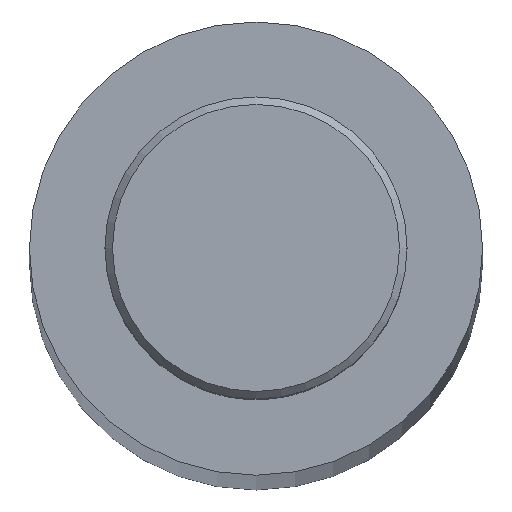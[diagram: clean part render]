
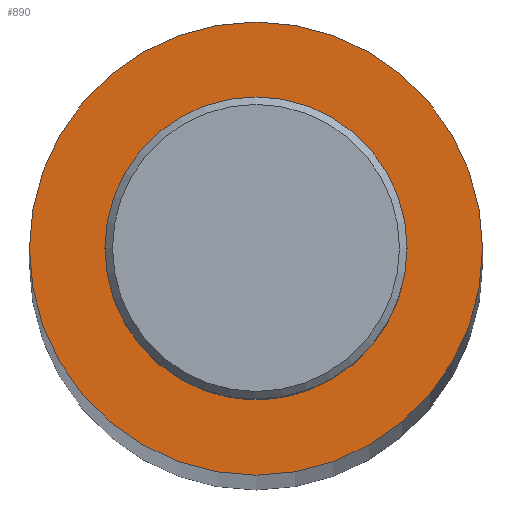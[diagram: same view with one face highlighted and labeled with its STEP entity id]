
A CAD part, top view. The second image highlights one B-rep face of the part: STEP entity #890.
In plain terms, the highlighted planar face has unit normal (0, 0, 1).
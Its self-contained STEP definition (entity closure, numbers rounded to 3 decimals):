
#592=CARTESIAN_POINT('',(10.,0.,280.932));
#593=VERTEX_POINT('',#592);
#594=CARTESIAN_POINT('',(-10.,0.,280.932));
#595=VERTEX_POINT('',#594);
#596=CARTESIAN_POINT('',(0.,0.,280.932));
#597=DIRECTION('',(1.,0.,0.));
#598=DIRECTION('',(0.,0.,1.));
#599=AXIS2_PLACEMENT_3D('',#596,#598,#597);
#600=CIRCLE('',#599,10.);
#601=EDGE_CURVE('',#593,#595,#600,.T.);
#612=CARTESIAN_POINT('',(0.,0.,280.932));
#613=DIRECTION('',(-1.,0.,0.));
#614=DIRECTION('',(-0.,0.,1.));
#615=AXIS2_PLACEMENT_3D('',#612,#614,#613);
#616=CIRCLE('',#615,10.);
#617=EDGE_CURVE('',#595,#593,#616,.T.);
#848=CARTESIAN_POINT('',(-15.,0.,280.932));
#849=VERTEX_POINT('',#848);
#856=CARTESIAN_POINT('',(15.,0.,280.932));
#857=VERTEX_POINT('',#856);
#858=CARTESIAN_POINT('',(0.,0.,280.932));
#859=DIRECTION('',(-1.,0.,0.));
#860=DIRECTION('',(0.,0.,-1.));
#861=AXIS2_PLACEMENT_3D('',#858,#860,#859);
#862=CIRCLE('',#861,15.);
#863=EDGE_CURVE('',#849,#857,#862,.T.);
#865=CARTESIAN_POINT('',(0.,0.,280.932));
#866=DIRECTION('',(1.,0.,0.));
#867=DIRECTION('',(-0.,0.,-1.));
#868=AXIS2_PLACEMENT_3D('',#865,#867,#866);
#869=CIRCLE('',#868,15.);
#870=EDGE_CURVE('',#857,#849,#869,.T.);
#877=CARTESIAN_POINT('',(0.,0.,280.932));
#878=DIRECTION('',(1.,0.,0.));
#879=DIRECTION('',(0.,0.,1.));
#880=AXIS2_PLACEMENT_3D('',#877,#879,#878);
#881=PLANE('',#880);
#882=ORIENTED_EDGE('',*,*,#863,.F.);
#883=ORIENTED_EDGE('',*,*,#870,.F.);
#884=EDGE_LOOP('',(#882,#883));
#885=FACE_OUTER_BOUND('',#884,.T.);
#886=ORIENTED_EDGE('',*,*,#617,.F.);
#887=ORIENTED_EDGE('',*,*,#601,.F.);
#888=EDGE_LOOP('',(#886,#887));
#889=FACE_BOUND('',#888,.T.);
#890=ADVANCED_FACE('F27',(#885,#889),#881,.T.);
